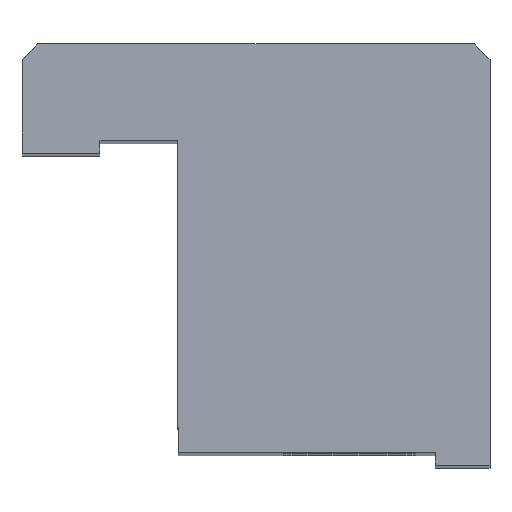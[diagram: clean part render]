
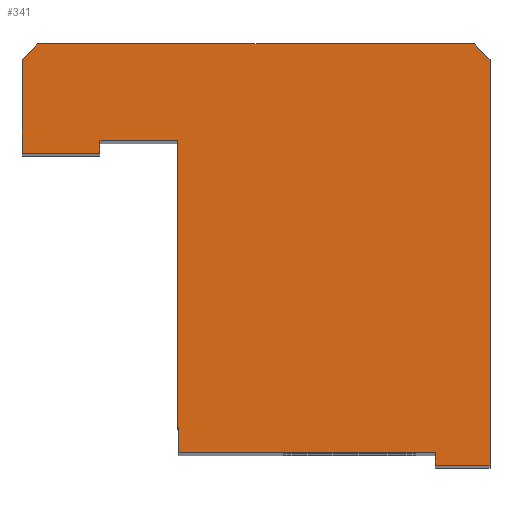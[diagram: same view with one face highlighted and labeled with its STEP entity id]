
A CAD part, top view. The second image highlights one B-rep face of the part: STEP entity #341.
In plain terms, the highlighted planar face has unit normal (0, 0, 1).
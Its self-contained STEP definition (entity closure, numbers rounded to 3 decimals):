
#39=FACE_OUTER_BOUND('',#61,.T.);
#61=EDGE_LOOP('',(#245,#246,#247,#248,#249,#250,#251,#252,#253,#254,#255,
#256));
#87=LINE('',#487,#123);
#91=LINE('',#495,#127);
#94=LINE('',#505,#130);
#95=LINE('',#507,#131);
#96=LINE('',#509,#132);
#97=LINE('',#511,#133);
#98=LINE('',#513,#134);
#99=LINE('',#515,#135);
#100=LINE('',#517,#136);
#101=LINE('',#519,#137);
#102=LINE('',#521,#138);
#103=LINE('',#522,#139);
#123=VECTOR('',#393,1.414);
#127=VECTOR('',#399,28.);
#130=VECTOR('',#408,6.);
#131=VECTOR('',#409,5.);
#132=VECTOR('',#410,0.8);
#133=VECTOR('',#411,5.);
#134=VECTOR('',#412,20.);
#135=VECTOR('',#413,16.5);
#136=VECTOR('',#414,0.8);
#137=VECTOR('',#415,3.5);
#138=VECTOR('',#416,26.);
#139=VECTOR('',#417,1.414);
#159=VERTEX_POINT('',#485);
#160=VERTEX_POINT('',#486);
#163=VERTEX_POINT('',#494);
#167=VERTEX_POINT('',#504);
#168=VERTEX_POINT('',#506);
#169=VERTEX_POINT('',#508);
#170=VERTEX_POINT('',#510);
#171=VERTEX_POINT('',#512);
#172=VERTEX_POINT('',#514);
#173=VERTEX_POINT('',#516);
#174=VERTEX_POINT('',#518);
#175=VERTEX_POINT('',#520);
#191=EDGE_CURVE('',#159,#160,#87,.T.);
#195=EDGE_CURVE('',#160,#163,#91,.T.);
#200=EDGE_CURVE('',#167,#159,#94,.T.);
#201=EDGE_CURVE('',#168,#167,#95,.T.);
#202=EDGE_CURVE('',#169,#168,#96,.T.);
#203=EDGE_CURVE('',#170,#169,#97,.T.);
#204=EDGE_CURVE('',#171,#170,#98,.T.);
#205=EDGE_CURVE('',#172,#171,#99,.T.);
#206=EDGE_CURVE('',#173,#172,#100,.T.);
#207=EDGE_CURVE('',#174,#173,#101,.T.);
#208=EDGE_CURVE('',#175,#174,#102,.T.);
#209=EDGE_CURVE('',#163,#175,#103,.T.);
#245=ORIENTED_EDGE('',*,*,#191,.F.);
#246=ORIENTED_EDGE('',*,*,#200,.F.);
#247=ORIENTED_EDGE('',*,*,#201,.F.);
#248=ORIENTED_EDGE('',*,*,#202,.F.);
#249=ORIENTED_EDGE('',*,*,#203,.F.);
#250=ORIENTED_EDGE('',*,*,#204,.F.);
#251=ORIENTED_EDGE('',*,*,#205,.F.);
#252=ORIENTED_EDGE('',*,*,#206,.F.);
#253=ORIENTED_EDGE('',*,*,#207,.F.);
#254=ORIENTED_EDGE('',*,*,#208,.F.);
#255=ORIENTED_EDGE('',*,*,#209,.F.);
#256=ORIENTED_EDGE('',*,*,#195,.F.);
#325=PLANE('',#365);
#341=ADVANCED_FACE('',(#39),#325,.T.);
#365=AXIS2_PLACEMENT_3D('',#503,#406,#407);
#393=DIRECTION('',(0.707,0.707,0.));
#399=DIRECTION('',(1.,0.,0.));
#406=DIRECTION('center_axis',(0.,0.,1.));
#407=DIRECTION('ref_axis',(1.,0.,0.));
#408=DIRECTION('',(0.,1.,0.));
#409=DIRECTION('',(-1.,0.,0.));
#410=DIRECTION('',(0.,-1.,0.));
#411=DIRECTION('',(-1.,0.,0.));
#412=DIRECTION('',(0.,1.,0.));
#413=DIRECTION('',(-1.,0.,0.));
#414=DIRECTION('',(0.,1.,0.));
#415=DIRECTION('',(-1.,0.,0.));
#416=DIRECTION('',(0.,-1.,0.));
#417=DIRECTION('',(0.707,-0.707,0.));
#485=CARTESIAN_POINT('',(-14.039,9.438,108.));
#486=CARTESIAN_POINT('',(-13.039,10.438,108.));
#487=CARTESIAN_POINT('',(-13.126,10.35,108.));
#494=CARTESIAN_POINT('',(14.961,10.438,108.));
#495=CARTESIAN_POINT('',(15.961,10.438,108.));
#503=CARTESIAN_POINT('Origin',(14.211,-16.162,108.));
#504=CARTESIAN_POINT('',(-14.039,3.438,108.));
#505=CARTESIAN_POINT('',(-14.039,10.438,108.));
#506=CARTESIAN_POINT('',(-9.039,3.438,108.));
#507=CARTESIAN_POINT('',(-14.039,3.438,108.));
#508=CARTESIAN_POINT('',(-9.039,4.238,108.));
#509=CARTESIAN_POINT('',(-9.039,3.438,108.));
#510=CARTESIAN_POINT('',(-4.039,4.238,108.));
#511=CARTESIAN_POINT('',(-14.039,4.238,108.));
#512=CARTESIAN_POINT('',(-4.039,-15.762,108.));
#513=CARTESIAN_POINT('',(-4.039,10.438,108.));
#514=CARTESIAN_POINT('',(12.461,-15.762,108.));
#515=CARTESIAN_POINT('',(-4.039,-15.762,108.));
#516=CARTESIAN_POINT('',(12.461,-16.562,108.));
#517=CARTESIAN_POINT('',(12.461,-15.762,108.));
#518=CARTESIAN_POINT('',(15.961,-16.562,108.));
#519=CARTESIAN_POINT('',(12.461,-16.562,108.));
#520=CARTESIAN_POINT('',(15.961,9.438,108.));
#521=CARTESIAN_POINT('',(15.961,-16.562,108.));
#522=CARTESIAN_POINT('',(21.674,3.725,108.));
